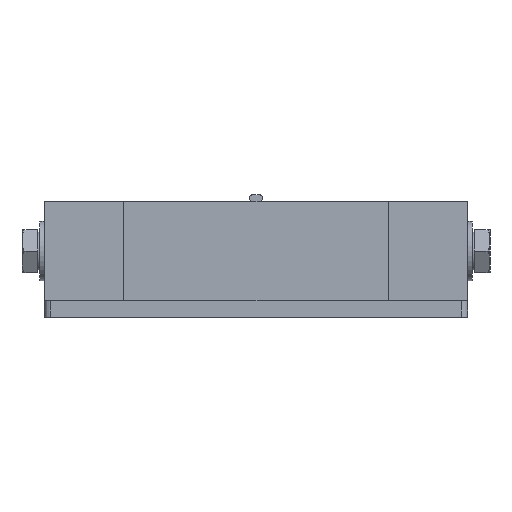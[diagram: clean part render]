
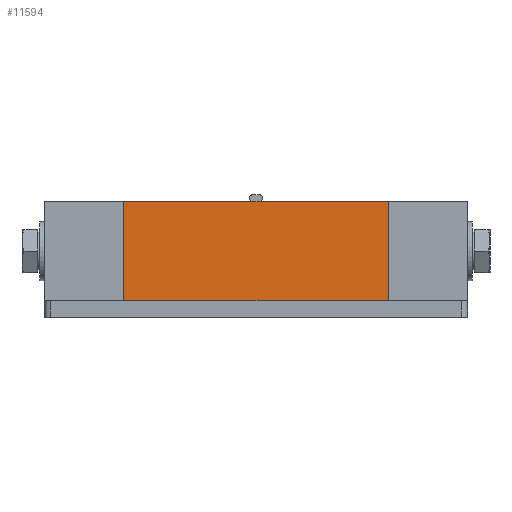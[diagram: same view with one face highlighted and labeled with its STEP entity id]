
A CAD part, left-side view. The second image highlights one B-rep face of the part: STEP entity #11594.
In plain terms, the highlighted planar face has unit normal (-1, 0, 0).
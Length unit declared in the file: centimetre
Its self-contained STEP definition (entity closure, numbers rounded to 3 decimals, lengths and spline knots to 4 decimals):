
#1459=FACE_OUTER_BOUND('',#2181,.T.);
#2181=EDGE_LOOP('',(#9649,#9650,#9651,#9652));
#2908=LINE('',#16378,#3856);
#3515=LINE('',#18791,#4463);
#3526=LINE('',#18816,#4474);
#3527=LINE('',#18817,#4475);
#3856=VECTOR('',#13033,1.);
#4463=VECTOR('',#15728,1.);
#4474=VECTOR('',#15759,1.);
#4475=VECTOR('',#15760,1.);
#4803=VERTEX_POINT('',#16375);
#4804=VERTEX_POINT('',#16377);
#5421=VERTEX_POINT('',#18788);
#5422=VERTEX_POINT('',#18790);
#5720=EDGE_CURVE('',#4803,#4804,#2908,.T.);
#6872=EDGE_CURVE('',#5421,#5422,#3515,.T.);
#6885=EDGE_CURVE('',#5422,#4803,#3526,.T.);
#6886=EDGE_CURVE('',#5421,#4804,#3527,.T.);
#9649=ORIENTED_EDGE('',*,*,#6885,.F.);
#9650=ORIENTED_EDGE('',*,*,#6872,.F.);
#9651=ORIENTED_EDGE('',*,*,#6886,.T.);
#9652=ORIENTED_EDGE('',*,*,#5720,.F.);
#10930=PLANE('',#12826);
#11594=ADVANCED_FACE('',(#1459),#10930,.T.);
#12826=AXIS2_PLACEMENT_3D('',#18815,#15757,#15758);
#13033=DIRECTION('',(0.,-1.,0.));
#15728=DIRECTION('',(0.,1.,0.));
#15757=DIRECTION('center_axis',(-1.,0.,0.));
#15758=DIRECTION('ref_axis',(0.,1.,0.));
#15759=DIRECTION('',(0.,0.,1.));
#15760=DIRECTION('',(0.,0.,1.));
#16375=CARTESIAN_POINT('',(-12.,4.,0.));
#16377=CARTESIAN_POINT('',(-12.,-4.,0.));
#16378=CARTESIAN_POINT('',(-12.,5.1,0.));
#18788=CARTESIAN_POINT('',(-12.,-4.,-3.));
#18790=CARTESIAN_POINT('',(-12.,4.,-3.));
#18791=CARTESIAN_POINT('',(-12.,5.1,-3.));
#18815=CARTESIAN_POINT('Origin',(-12.,-5.1,0.));
#18816=CARTESIAN_POINT('',(-12.,4.,0.));
#18817=CARTESIAN_POINT('',(-12.,-4.,0.));
